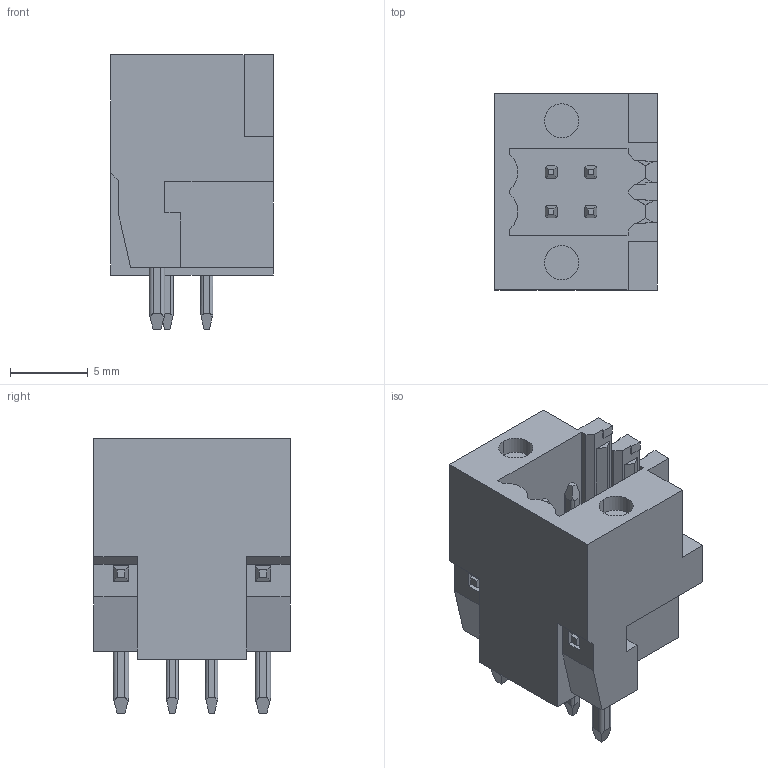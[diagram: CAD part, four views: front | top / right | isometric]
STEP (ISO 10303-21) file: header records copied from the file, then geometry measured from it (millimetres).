
FILE_DESCRIPTION((''),'2;1');
FILE_NAME('TLPHDW-020V','2024-10-17T08:28:51',('tluser'),(''),'CREO PARAMETRIC BY PTC INC, 2018100','CREO PARAMETRIC BY PTC INC, 2018100','');
FILE_SCHEMA(('CONFIG_CONTROL_DESIGN'));
Length unit declared in the file: millimetre
Products named in the file (1): TLPHDW-020V
Bounding box: 10.5 x 12.64 x 17.7 mm (x, y, z)
Volume: 1287.8 mm3; surface area: 1312.3 mm2
Topology: 1 solids, 1 shells, 246 faces, 684 edges, 444 vertices
Faces by surface type: plane 194, cylinder 48, torus 4
Entity records: 8091 total; most frequent: CARTESIAN_POINT 1863, ORIENTED_EDGE 1368, DIRECTION 1148, EDGE_CURVE 684, VECTOR 544, LINE 544, VERTEX_POINT 444, AXIS2_PLACEMENT_3D 302
